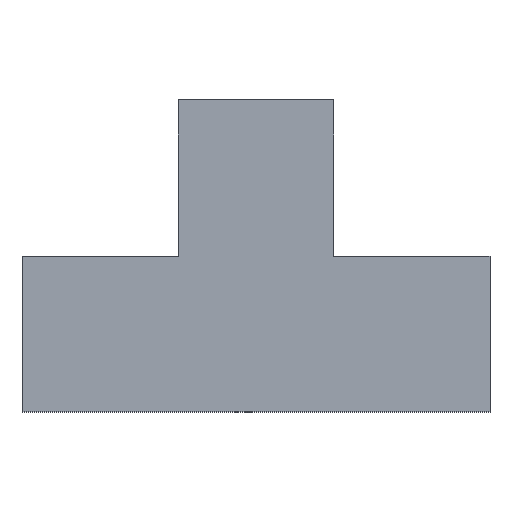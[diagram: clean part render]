
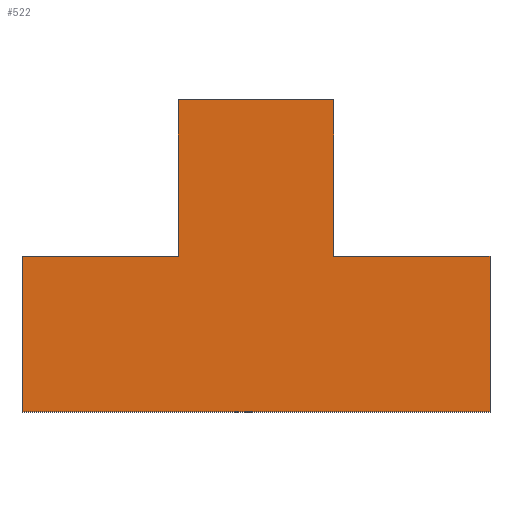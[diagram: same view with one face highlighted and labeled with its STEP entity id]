
A CAD part, top view. The second image highlights one B-rep face of the part: STEP entity #522.
In plain terms, the highlighted planar face has unit normal (0, 0, 1).
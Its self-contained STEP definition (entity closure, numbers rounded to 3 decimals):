
#37=PLANE('',#608);
#64=FACE_OUTER_BOUND('',#99,.T.);
#99=EDGE_LOOP('',(#454,#455,#456,#457,#458,#459,#460,#461));
#158=LINE('',#899,#193);
#160=LINE('',#905,#195);
#163=LINE('',#910,#198);
#165=LINE('',#914,#200);
#166=LINE('',#916,#201);
#167=LINE('',#918,#202);
#168=LINE('',#920,#203);
#169=LINE('',#921,#204);
#193=VECTOR('',#745,1.);
#195=VECTOR('',#749,1.);
#198=VECTOR('',#754,1.);
#200=VECTOR('',#758,1.);
#201=VECTOR('',#759,1.);
#202=VECTOR('',#760,1.);
#203=VECTOR('',#761,1.);
#204=VECTOR('',#762,1.);
#257=VERTEX_POINT('',#893);
#259=VERTEX_POINT('',#897);
#260=VERTEX_POINT('',#901);
#262=VERTEX_POINT('',#904);
#264=VERTEX_POINT('',#913);
#265=VERTEX_POINT('',#915);
#266=VERTEX_POINT('',#917);
#267=VERTEX_POINT('',#919);
#325=EDGE_CURVE('',#257,#259,#158,.T.);
#327=EDGE_CURVE('',#262,#260,#160,.T.);
#330=EDGE_CURVE('',#259,#262,#163,.T.);
#332=EDGE_CURVE('',#260,#264,#165,.T.);
#333=EDGE_CURVE('',#264,#265,#166,.T.);
#334=EDGE_CURVE('',#265,#266,#167,.T.);
#335=EDGE_CURVE('',#266,#267,#168,.T.);
#336=EDGE_CURVE('',#267,#257,#169,.T.);
#454=ORIENTED_EDGE('',*,*,#332,.T.);
#455=ORIENTED_EDGE('',*,*,#333,.T.);
#456=ORIENTED_EDGE('',*,*,#334,.T.);
#457=ORIENTED_EDGE('',*,*,#335,.T.);
#458=ORIENTED_EDGE('',*,*,#336,.T.);
#459=ORIENTED_EDGE('',*,*,#325,.T.);
#460=ORIENTED_EDGE('',*,*,#330,.T.);
#461=ORIENTED_EDGE('',*,*,#327,.T.);
#522=ADVANCED_FACE('',(#64),#37,.T.);
#608=AXIS2_PLACEMENT_3D('',#912,#756,#757);
#745=DIRECTION('',(0.,1.,0.));
#749=DIRECTION('',(0.,-1.,0.));
#754=DIRECTION('',(-1.,0.,0.));
#756=DIRECTION('center_axis',(0.,0.,1.));
#757=DIRECTION('ref_axis',(1.,0.,0.));
#758=DIRECTION('',(-1.,0.,0.));
#759=DIRECTION('',(0.,-1.,0.));
#760=DIRECTION('',(1.,0.,0.));
#761=DIRECTION('',(0.,1.,0.));
#762=DIRECTION('',(-1.,0.,0.));
#893=CARTESIAN_POINT('',(5.85,4.1,4.2));
#897=CARTESIAN_POINT('',(5.85,12.33,4.2));
#899=CARTESIAN_POINT('',(5.85,0.,4.2));
#901=CARTESIAN_POINT('',(-2.35,4.1,4.2));
#904=CARTESIAN_POINT('',(-2.35,12.33,4.2));
#905=CARTESIAN_POINT('',(-2.35,12.33,4.2));
#910=CARTESIAN_POINT('',(5.85,12.33,4.2));
#912=CARTESIAN_POINT('Origin',(1.75,0.,4.2));
#913=CARTESIAN_POINT('',(-10.58,4.1,4.2));
#914=CARTESIAN_POINT('',(14.08,4.1,4.2));
#915=CARTESIAN_POINT('',(-10.58,-4.1,4.2));
#916=CARTESIAN_POINT('',(-10.58,4.1,4.2));
#917=CARTESIAN_POINT('',(14.08,-4.1,4.2));
#918=CARTESIAN_POINT('',(-10.58,-4.1,4.2));
#919=CARTESIAN_POINT('',(14.08,4.1,4.2));
#920=CARTESIAN_POINT('',(14.08,-4.1,4.2));
#921=CARTESIAN_POINT('',(14.08,4.1,4.2));
